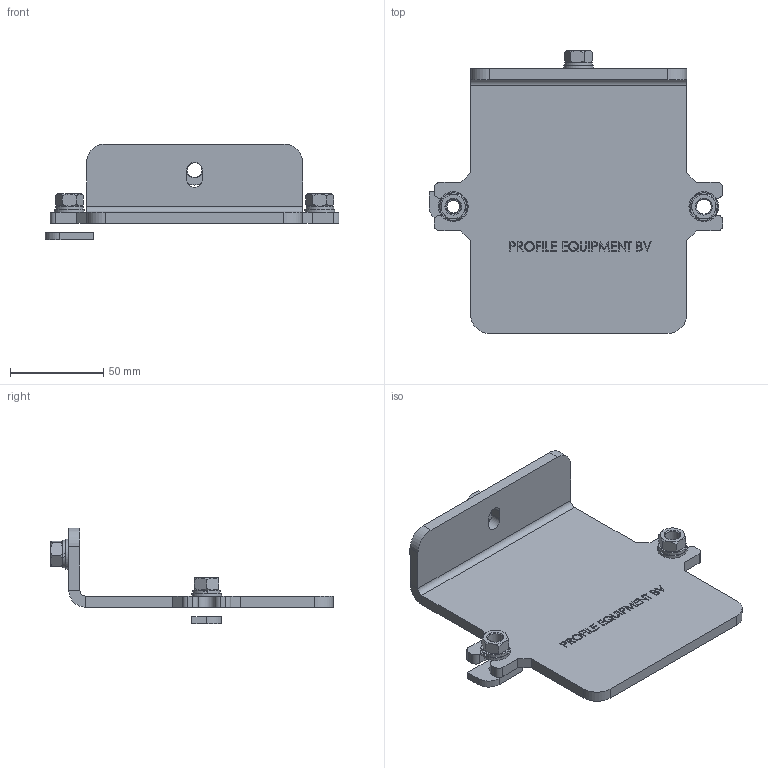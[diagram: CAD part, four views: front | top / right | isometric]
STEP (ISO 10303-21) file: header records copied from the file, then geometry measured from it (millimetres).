
FILE_DESCRIPTION (( 'STEP AP203' ), '1' );
FILE_NAME ('DEMOSTEPFILE2.STEP', '2025-11-14T12:20:22', ( '' ), ( '' ), 'SwSTEP 2.0', 'SolidWorks 2025', '' );
FILE_SCHEMA (( 'CONFIG_CONTROL_DESIGN' ));
Length unit declared in the file: millimetre
Products named in the file (6): Veerring M8_VEERRING M8 VERZINKT; DEMOSTEPFILE2; M8-ZK MOER_M8 MOER VERZINKT; 238.3-A-P01; 238.3-B-P1; M8-SLUITRING_M8 SLUITRING VERZINKT
Assembly tree (11 placements, depth 2):
  DEMOSTEPFILE2
    238.3-A-P01
    M8-ZK MOER_M8 MOER VERZINKT  x3
    Veerring M8_VEERRING M8 VERZINKT  x3
    M8-SLUITRING_M8 SLUITRING VERZINKT  x3
    238.3-B-P1
Bounding box: 157.75 x 151.7 x 51.5 mm (x, y, z)
Volume: 130645.6 mm3; surface area: 51605.9 mm2
Topology: 11 solids, 11 shells, 380 faces, 950 edges, 617 vertices
Faces by surface type: plane 251, bspline 51, cone 42, cylinder 36
Full cylindrical faces by diameter (mm): 6.8 x1, 8 x3, 8.4 x3, 16 x3
Entity records: 13457 total; most frequent: CARTESIAN_POINT 5308, ORIENTED_EDGE 1618, DIRECTION 1299, EDGE_CURVE 809, VECTOR 613, LINE 613, VERTEX_POINT 536, EDGE_LOOP 353
